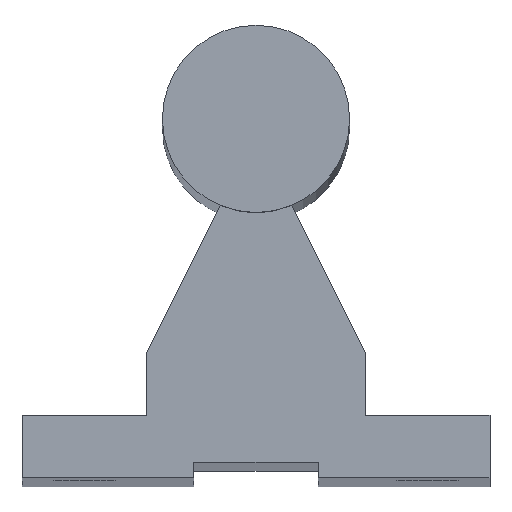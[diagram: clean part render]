
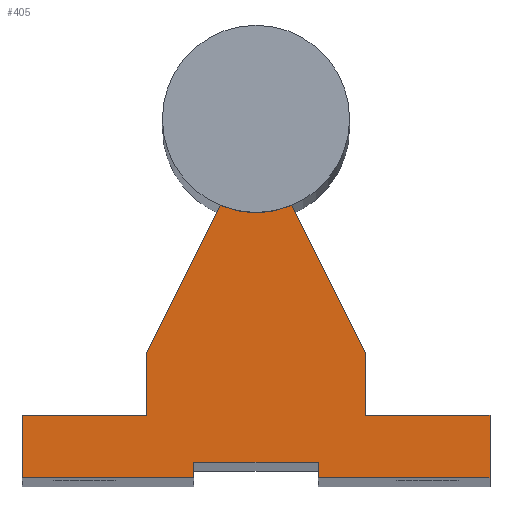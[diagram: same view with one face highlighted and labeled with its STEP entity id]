
A CAD part, top view. The second image highlights one B-rep face of the part: STEP entity #405.
In plain terms, the highlighted planar face has unit normal (0, 0, 1).
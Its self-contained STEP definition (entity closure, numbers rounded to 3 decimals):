
#26 = LINE ( 'NONE', #962, #1174 ) ;
#32 = CARTESIAN_POINT ( 'NONE',  ( 4., -14.5, 330. ) ) ;
#37 = CARTESIAN_POINT ( 'NONE',  ( 4., -14.5, 330. ) ) ;
#38 = DIRECTION ( 'NONE',  ( -0.445, -0.896, 0. ) ) ;
#40 = EDGE_CURVE ( 'NONE', #922, #766, #151, .T. ) ;
#49 = ORIENTED_EDGE ( 'NONE', *, *, #352, .T. ) ;
#54 = EDGE_CURVE ( 'NONE', #694, #1200, #1136, .T. ) ;
#88 = VECTOR ( 'NONE', #757, 1000. ) ;
#89 = VERTEX_POINT ( 'NONE', #1046 ) ;
#120 = DIRECTION ( 'NONE',  ( -0.445, 0.896, 0. ) ) ;
#151 = CIRCLE ( 'NONE', #1350, 6. ) ;
#167 = CARTESIAN_POINT ( 'NONE',  ( 4., -13.5, 330. ) ) ;
#174 = VECTOR ( 'NONE', #187, 1000. ) ;
#187 = DIRECTION ( 'NONE',  ( 0., -1., 0. ) ) ;
#192 = ORIENTED_EDGE ( 'NONE', *, *, #526, .T. ) ;
#213 = EDGE_LOOP ( 'NONE', ( #709, #49, #506, #350, #217, #986, #192, #1068, #469, #902, #618, #1293, #724, #1225 ) ) ;
#217 = ORIENTED_EDGE ( 'NONE', *, *, #40, .T. ) ;
#222 = VECTOR ( 'NONE', #717, 1000. ) ;
#223 = VERTEX_POINT ( 'NONE', #914 ) ;
#230 = CARTESIAN_POINT ( 'NONE',  ( -15., -10.5, 330. ) ) ;
#245 = VECTOR ( 'NONE', #1022, 1000. ) ;
#257 = VERTEX_POINT ( 'NONE', #279 ) ;
#266 = VECTOR ( 'NONE', #1054, 1000. ) ;
#279 = CARTESIAN_POINT ( 'NONE',  ( -15., -14.5, 330. ) ) ;
#290 = LINE ( 'NONE', #1030, #750 ) ;
#308 = CARTESIAN_POINT ( 'NONE',  ( -4., -14.5, 330. ) ) ;
#337 = LINE ( 'NONE', #851, #88 ) ;
#346 = EDGE_CURVE ( 'NONE', #1147, #680, #290, .T. ) ;
#350 = ORIENTED_EDGE ( 'NONE', *, *, #445, .T. ) ;
#351 = DIRECTION ( 'NONE',  ( 0., 0., 1. ) ) ;
#352 = EDGE_CURVE ( 'NONE', #680, #801, #507, .T. ) ;
#360 = CARTESIAN_POINT ( 'NONE',  ( -15., -10.5, 330. ) ) ;
#405 = ADVANCED_FACE ( 'NONE', ( #744 ), #1168, .T. ) ;
#409 = DIRECTION ( 'NONE',  ( 0., 1., 0. ) ) ;
#411 = LINE ( 'NONE', #308, #245 ) ;
#426 = CARTESIAN_POINT ( 'NONE',  ( 2.304, 2.96, 330. ) ) ;
#439 = CARTESIAN_POINT ( 'NONE',  ( 15., -14.5, 330. ) ) ;
#445 = EDGE_CURVE ( 'NONE', #89, #922, #644, .T. ) ;
#469 = ORIENTED_EDGE ( 'NONE', *, *, #868, .T. ) ;
#506 = ORIENTED_EDGE ( 'NONE', *, *, #921, .T. ) ;
#507 = LINE ( 'NONE', #1271, #1032 ) ;
#526 = EDGE_CURVE ( 'NONE', #1325, #941, #1276, .T. ) ;
#538 = VECTOR ( 'NONE', #1280, 1000. ) ;
#592 = EDGE_CURVE ( 'NONE', #766, #1325, #1093, .T. ) ;
#618 = ORIENTED_EDGE ( 'NONE', *, *, #745, .T. ) ;
#632 = CARTESIAN_POINT ( 'NONE',  ( -4., -14.5, 330. ) ) ;
#644 = LINE ( 'NONE', #1177, #1150 ) ;
#672 = DIRECTION ( 'NONE',  ( 0., 0., -1. ) ) ;
#678 = DIRECTION ( 'NONE',  ( 1., 0., 0. ) ) ;
#680 = VERTEX_POINT ( 'NONE', #1220 ) ;
#694 = VERTEX_POINT ( 'NONE', #167 ) ;
#695 = CARTESIAN_POINT ( 'NONE',  ( -7., -6.5, 330. ) ) ;
#708 = VECTOR ( 'NONE', #38, 1000. ) ;
#709 = ORIENTED_EDGE ( 'NONE', *, *, #346, .T. ) ;
#716 = CARTESIAN_POINT ( 'NONE',  ( 0., 8.5, 330. ) ) ;
#717 = DIRECTION ( 'NONE',  ( 1., 0., 0. ) ) ;
#724 = ORIENTED_EDGE ( 'NONE', *, *, #54, .T. ) ;
#736 = CARTESIAN_POINT ( 'NONE',  ( 7., -10.5, 330. ) ) ;
#744 = FACE_OUTER_BOUND ( 'NONE', #213, .T. ) ;
#745 = EDGE_CURVE ( 'NONE', #1033, #223, #411, .T. ) ;
#749 = DIRECTION ( 'NONE',  ( 1., 0., 0. ) ) ;
#750 = VECTOR ( 'NONE', #409, 1000. ) ;
#751 = EDGE_CURVE ( 'NONE', #1200, #1147, #1261, .T. ) ;
#753 = DIRECTION ( 'NONE',  ( 0., -1., 0. ) ) ;
#757 = DIRECTION ( 'NONE',  ( 0., -1., 0. ) ) ;
#766 = VERTEX_POINT ( 'NONE', #1240 ) ;
#770 = LINE ( 'NONE', #875, #864 ) ;
#774 = DIRECTION ( 'NONE',  ( 1., 0., 0. ) ) ;
#801 = VERTEX_POINT ( 'NONE', #736 ) ;
#851 = CARTESIAN_POINT ( 'NONE',  ( -15., -10.5, 330. ) ) ;
#864 = VECTOR ( 'NONE', #1299, 1000. ) ;
#868 = EDGE_CURVE ( 'NONE', #873, #257, #337, .T. ) ;
#869 = CARTESIAN_POINT ( 'NONE',  ( -7., -10.5, 330. ) ) ;
#873 = VERTEX_POINT ( 'NONE', #230 ) ;
#875 = CARTESIAN_POINT ( 'NONE',  ( -4., -13.5, 330. ) ) ;
#887 = EDGE_CURVE ( 'NONE', #257, #1033, #26, .T. ) ;
#899 = EDGE_CURVE ( 'NONE', #223, #694, #770, .T. ) ;
#902 = ORIENTED_EDGE ( 'NONE', *, *, #887, .T. ) ;
#914 = CARTESIAN_POINT ( 'NONE',  ( -4., -13.5, 330. ) ) ;
#921 = EDGE_CURVE ( 'NONE', #801, #89, #1197, .T. ) ;
#922 = VERTEX_POINT ( 'NONE', #426 ) ;
#937 = CARTESIAN_POINT ( 'NONE',  ( -7., -6.5, 330. ) ) ;
#941 = VERTEX_POINT ( 'NONE', #869 ) ;
#951 = CARTESIAN_POINT ( 'NONE',  ( 7., -10.5, 330. ) ) ;
#962 = CARTESIAN_POINT ( 'NONE',  ( -15., -14.5, 330. ) ) ;
#963 = CARTESIAN_POINT ( 'NONE',  ( 0., 8.5, 330. ) ) ;
#977 = LINE ( 'NONE', #360, #538 ) ;
#986 = ORIENTED_EDGE ( 'NONE', *, *, #592, .T. ) ;
#1013 = VECTOR ( 'NONE', #753, 1000. ) ;
#1022 = DIRECTION ( 'NONE',  ( 0., 1., 0. ) ) ;
#1030 = CARTESIAN_POINT ( 'NONE',  ( 15., -10.5, 330. ) ) ;
#1032 = VECTOR ( 'NONE', #1264, 1000. ) ;
#1033 = VERTEX_POINT ( 'NONE', #632 ) ;
#1046 = CARTESIAN_POINT ( 'NONE',  ( 7., -6.5, 330. ) ) ;
#1054 = DIRECTION ( 'NONE',  ( 0., 1., 0. ) ) ;
#1068 = ORIENTED_EDGE ( 'NONE', *, *, #1137, .T. ) ;
#1093 = LINE ( 'NONE', #695, #708 ) ;
#1136 = LINE ( 'NONE', #37, #174 ) ;
#1137 = EDGE_CURVE ( 'NONE', #941, #873, #977, .T. ) ;
#1147 = VERTEX_POINT ( 'NONE', #439 ) ;
#1150 = VECTOR ( 'NONE', #120, 1000. ) ;
#1168 = PLANE ( 'NONE',  #1288 ) ;
#1174 = VECTOR ( 'NONE', #749, 1000. ) ;
#1177 = CARTESIAN_POINT ( 'NONE',  ( 7., -6.5, 330. ) ) ;
#1197 = LINE ( 'NONE', #951, #266 ) ;
#1200 = VERTEX_POINT ( 'NONE', #32 ) ;
#1220 = CARTESIAN_POINT ( 'NONE',  ( 15., -10.5, 330. ) ) ;
#1225 = ORIENTED_EDGE ( 'NONE', *, *, #751, .T. ) ;
#1240 = CARTESIAN_POINT ( 'NONE',  ( -2.304, 2.96, 330. ) ) ;
#1261 = LINE ( 'NONE', #1357, #222 ) ;
#1264 = DIRECTION ( 'NONE',  ( -1., 0., 0. ) ) ;
#1271 = CARTESIAN_POINT ( 'NONE',  ( 7., -10.5, 330. ) ) ;
#1276 = LINE ( 'NONE', #1296, #1013 ) ;
#1280 = DIRECTION ( 'NONE',  ( -1., 0., 0. ) ) ;
#1288 = AXIS2_PLACEMENT_3D ( 'NONE', #963, #351, #774 ) ;
#1293 = ORIENTED_EDGE ( 'NONE', *, *, #899, .T. ) ;
#1296 = CARTESIAN_POINT ( 'NONE',  ( -7., -10.5, 330. ) ) ;
#1299 = DIRECTION ( 'NONE',  ( 1., 0., 0. ) ) ;
#1325 = VERTEX_POINT ( 'NONE', #937 ) ;
#1350 = AXIS2_PLACEMENT_3D ( 'NONE', #716, #672, #678 ) ;
#1357 = CARTESIAN_POINT ( 'NONE',  ( 4., -14.5, 330. ) ) ;
